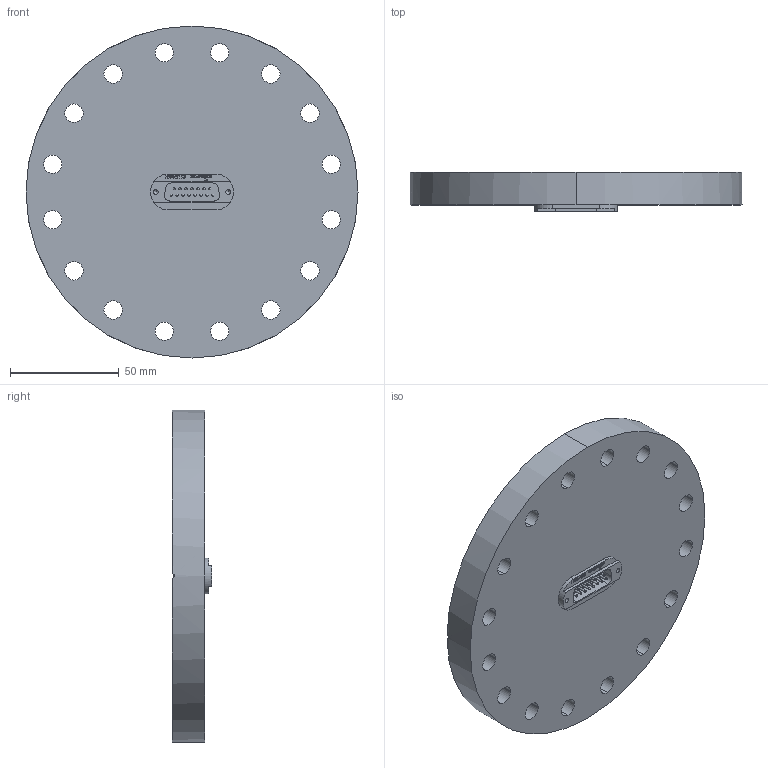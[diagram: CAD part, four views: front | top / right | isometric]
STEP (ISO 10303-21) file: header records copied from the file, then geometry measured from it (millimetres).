
FILE_DESCRIPTION (( 'STEP AP214' ), '1' );
FILE_NAME ('210-D15-C100.step', '2025-02-17T20:21:04', ( '' ), ( '' ), 'SwSTEP 2.0', 'SolidWorks 2022', '' );
FILE_SCHEMA (( 'AUTOMOTIVE_DESIGN' ));
Length unit declared in the file: millimetre
Products named in the file (5): 210-D15-C100; 218-D9-37-SS_218-D15-SS; 9210-D15-C100_CF100; 9210-PIN-FENI_Pin vergoldet; 9218-D9-37-SS-V22_15pin 1mm beschr. allectra
Assembly tree (18 placements, depth 3):
  210-D15-C100
    9210-D15-C100_CF100
    218-D9-37-SS_218-D15-SS
      9218-D9-37-SS-V22_15pin 1mm beschr. allectra
      9210-PIN-FENI_Pin vergoldet  x15
Bounding box: 152.4 x 18.2 x 152.4 mm (x, y, z)
Volume: 244923.3 mm3; surface area: 53933 mm2
Topology: 17 solids, 17 shells, 385 faces, 1061 edges, 698 vertices
Faces by surface type: cylinder 166, plane 148, sphere 30, bspline 27, cone 12, torus 2
Entity records: 12447 total; most frequent: CARTESIAN_POINT 3645, ORIENTED_EDGE 1758, DIRECTION 1755, EDGE_CURVE 879, AXIS2_PLACEMENT_3D 610, VERTEX_POINT 582, VECTOR 535, LINE 535
